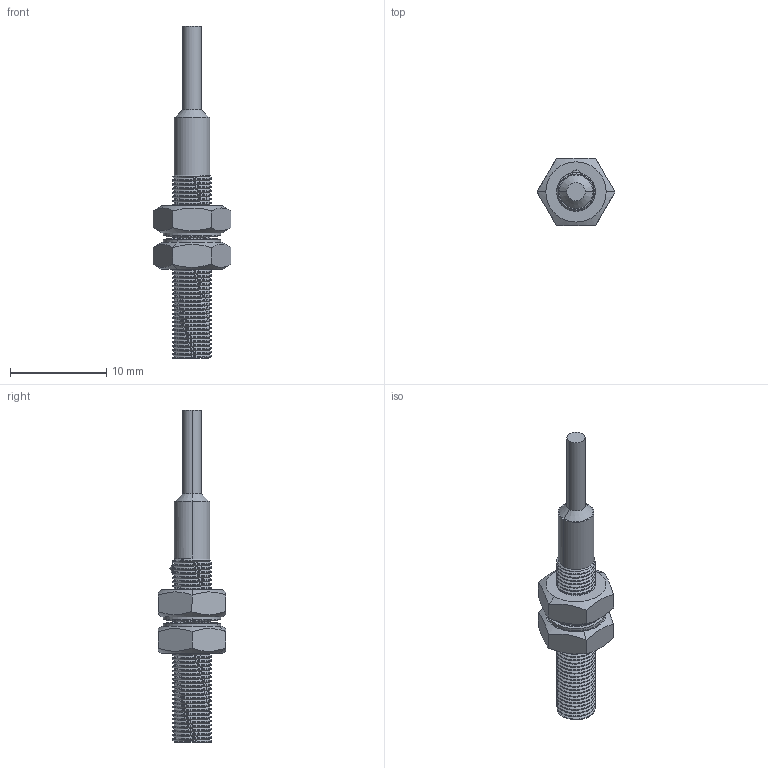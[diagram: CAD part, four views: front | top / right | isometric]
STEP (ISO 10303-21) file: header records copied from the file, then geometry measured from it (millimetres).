
FILE_DESCRIPTION (( 'STEP AP214' ), '1' );
FILE_NAME ('M4.STEP', '2015-09-23T08:21:16', ( '' ), ( '' ), 'SwSTEP 2.0', 'SolidWorks 2013', '' );
FILE_SCHEMA (( 'AUTOMOTIVE_DESIGN' ));
Length unit declared in the file: millimetre
Products named in the file (1): M4
Bounding box: 8.08 x 7 x 34.47 mm (x, y, z)
Volume: 495.5 mm3; surface area: 966.5 mm2
Topology: 3 solids, 3 shells, 596 faces, 1490 edges, 965 vertices
Faces by surface type: plane 385, cylinder 130, cone 69, bspline 12
Entity records: 37624 total; most frequent: CARTESIAN_POINT 18820, ORIENTED_EDGE 2980, DIRECTION 2429, EDGE_CURVE 1490, VECTOR 1017, LINE 1017, VERTEX_POINT 965, AXIS2_PLACEMENT_3D 706
